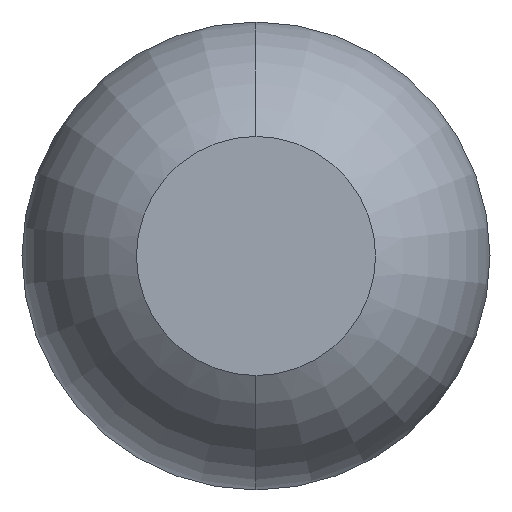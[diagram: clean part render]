
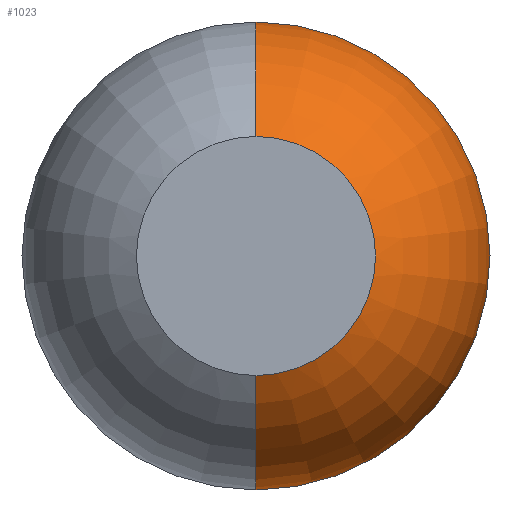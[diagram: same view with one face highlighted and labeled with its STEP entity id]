
A CAD part, front view. The second image highlights one B-rep face of the part: STEP entity #1023.
In plain terms, the highlighted toroidal (fillet/blend) face has major radius 0.035 mm and minor radius 0.65 mm.
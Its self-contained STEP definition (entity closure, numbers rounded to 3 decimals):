
#15 = CARTESIAN_POINT ( 'NONE',  ( 0., -25., 0. ) ) ;
#20 = EDGE_CURVE ( 'Defeature ausgef�hrt1_11+Defeature ausgef�hrt1_4+Defeature ausgef�hrt1_4+Defeature ausgef�hrt1_4', #620, #3765, #2212, .T. ) ;
#135 = DIRECTION ( 'NONE',  ( 0., 0., -1. ) ) ;
#189 = DIRECTION ( 'NONE',  ( 0., 0., -1. ) ) ;
#221 = CARTESIAN_POINT ( 'NONE',  ( 0., -24.431, -0.685 ) ) ;
#297 = DIRECTION ( 'NONE',  ( 0., -1., 0. ) ) ;
#328 = CARTESIAN_POINT ( 'NONE',  ( 0., -24.431, -0.035 ) ) ;
#410 = DIRECTION ( 'NONE',  ( 0., -1., 0. ) ) ;
#415 = ORIENTED_EDGE ( 'NONE', *, *, #2513, .T. ) ;
#427 = CIRCLE ( 'NONE', #3290, 0.685 ) ;
#454 = CARTESIAN_POINT ( 'NONE',  ( 0., -24.431, 0.685 ) ) ;
#503 = CARTESIAN_POINT ( 'NONE',  ( 0., -24.431, 0. ) ) ;
#620 = VERTEX_POINT ( 'NONE', #1136 ) ;
#665 = AXIS2_PLACEMENT_3D ( 'NONE', #15, #297, #3902 ) ;
#763 = DIRECTION ( 'NONE',  ( 0., 0., -1. ) ) ;
#816 = CARTESIAN_POINT ( 'NONE',  ( 0., -25., 0.35 ) ) ;
#824 = VERTEX_POINT ( 'NONE', #454 ) ;
#967 = TOROIDAL_SURFACE ( 'NONE', #1877, 0.035, 0.65 ) ;
#1023 = ADVANCED_FACE ( 'Defeature ausgef�hrt1_4', ( #1855 ), #967, .T. ) ;
#1081 = AXIS2_PLACEMENT_3D ( 'NONE', #328, #2037, #2362 ) ;
#1136 = CARTESIAN_POINT ( 'NONE',  ( 0., -25., -0.35 ) ) ;
#1228 = ORIENTED_EDGE ( 'NONE', *, *, #2654, .F. ) ;
#1330 = VERTEX_POINT ( 'NONE', #221 ) ;
#1422 = CIRCLE ( 'NONE', #1081, 0.65 ) ;
#1612 = AXIS2_PLACEMENT_3D ( 'NONE', #3793, #3139, #135 ) ;
#1855 = FACE_OUTER_BOUND ( 'NONE', #3156, .T. ) ;
#1877 = AXIS2_PLACEMENT_3D ( 'NONE', #2449, #410, #763 ) ;
#2037 = DIRECTION ( 'NONE',  ( -1., 0., 0. ) ) ;
#2212 = CIRCLE ( 'NONE', #665, 0.35 ) ;
#2248 = ORIENTED_EDGE ( 'NONE', *, *, #20, .F. ) ;
#2362 = DIRECTION ( 'NONE',  ( 0., 0., 1. ) ) ;
#2449 = CARTESIAN_POINT ( 'NONE',  ( 0., -24.431, 0. ) ) ;
#2513 = EDGE_CURVE ( 'Defeature ausgef�hrt1_4+Defeature ausgef�hrt1_5+Defeature ausgef�hrt1_5+Defeature ausgef�hrt1_5', #1330, #824, #427, .T. ) ;
#2654 = EDGE_CURVE ( 'NONE', #1330, #620, #1422, .T. ) ;
#2667 = CIRCLE ( 'NONE', #1612, 0.65 ) ;
#2936 = ORIENTED_EDGE ( 'NONE', *, *, #3798, .T. ) ;
#3139 = DIRECTION ( 'NONE',  ( 1., 0., 0. ) ) ;
#3156 = EDGE_LOOP ( 'NONE', ( #415, #2936, #2248, #1228 ) ) ;
#3290 = AXIS2_PLACEMENT_3D ( 'NONE', #503, #3796, #189 ) ;
#3765 = VERTEX_POINT ( 'NONE', #816 ) ;
#3793 = CARTESIAN_POINT ( 'NONE',  ( 0., -24.431, 0.035 ) ) ;
#3796 = DIRECTION ( 'NONE',  ( 0., -1., 0. ) ) ;
#3798 = EDGE_CURVE ( 'NONE', #824, #3765, #2667, .T. ) ;
#3902 = DIRECTION ( 'NONE',  ( 0., 0., -1. ) ) ;
